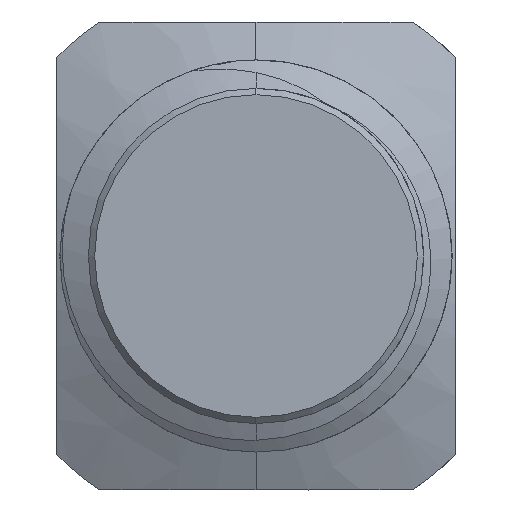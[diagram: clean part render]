
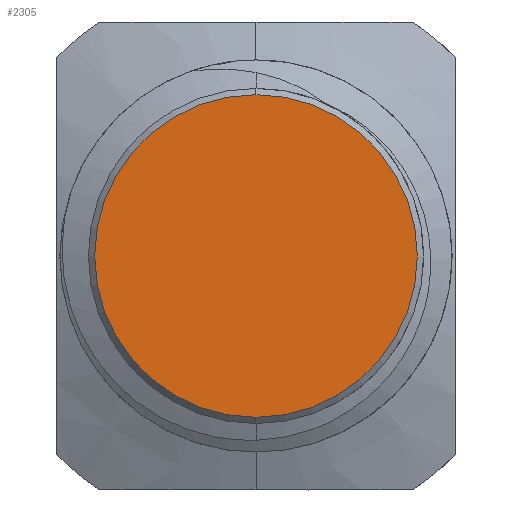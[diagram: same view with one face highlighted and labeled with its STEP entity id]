
A CAD part, left-side view. The second image highlights one B-rep face of the part: STEP entity #2305.
In plain terms, the highlighted planar face has unit normal (-1, 0, 0).
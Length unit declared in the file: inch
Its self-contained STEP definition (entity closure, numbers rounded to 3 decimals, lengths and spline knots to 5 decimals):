
#21 = DIRECTION ( 'NONE',  ( 1., 0., 0. ) ) ;
#102 = CIRCLE ( 'NONE', #859, 0.10039 ) ;
#131 = VERTEX_POINT ( 'NONE', #2615 ) ;
#239 = VERTEX_POINT ( 'NONE', #379 ) ;
#375 = DIRECTION ( 'NONE',  ( -1., 0., 0. ) ) ;
#379 = CARTESIAN_POINT ( 'NONE',  ( -0.37243, 0., -0.10039 ) ) ;
#492 = ORIENTED_EDGE ( 'NONE', *, *, #545, .F. ) ;
#545 = EDGE_CURVE ( 'NONE', #131, #239, #102, .T. ) ;
#641 = FACE_OUTER_BOUND ( 'NONE', #674, .T. ) ;
#674 = EDGE_LOOP ( 'NONE', ( #757, #492 ) ) ;
#710 = DIRECTION ( 'NONE',  ( 0., 0., -1. ) ) ;
#757 = ORIENTED_EDGE ( 'NONE', *, *, #1633, .F. ) ;
#859 = AXIS2_PLACEMENT_3D ( 'NONE', #1701, #1927, #2414 ) ;
#1270 = PLANE ( 'NONE',  #2196 ) ;
#1615 = CARTESIAN_POINT ( 'NONE',  ( -0.37243, 0., 0. ) ) ;
#1633 = EDGE_CURVE ( 'NONE', #239, #131, #1920, .T. ) ;
#1701 = CARTESIAN_POINT ( 'NONE',  ( -0.37243, 0., 0. ) ) ;
#1798 = AXIS2_PLACEMENT_3D ( 'NONE', #1615, #21, #710 ) ;
#1920 = CIRCLE ( 'NONE', #1798, 0.10039 ) ;
#1927 = DIRECTION ( 'NONE',  ( 1., 0., 0. ) ) ;
#2196 = AXIS2_PLACEMENT_3D ( 'NONE', #2612, #375, #2445 ) ;
#2305 = ADVANCED_FACE ( 'NONE', ( #641 ), #1270, .T. ) ;
#2414 = DIRECTION ( 'NONE',  ( 0., 0., -1. ) ) ;
#2445 = DIRECTION ( 'NONE',  ( 0., 0., 1. ) ) ;
#2612 = CARTESIAN_POINT ( 'NONE',  ( -0.37243, 0.09055, 0. ) ) ;
#2615 = CARTESIAN_POINT ( 'NONE',  ( -0.37243, 0., 0.10039 ) ) ;
